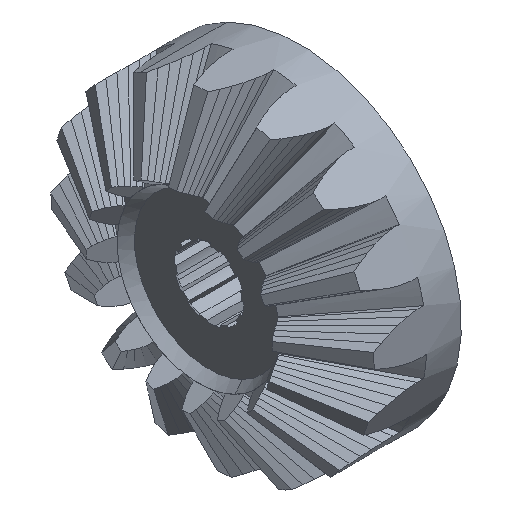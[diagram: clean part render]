
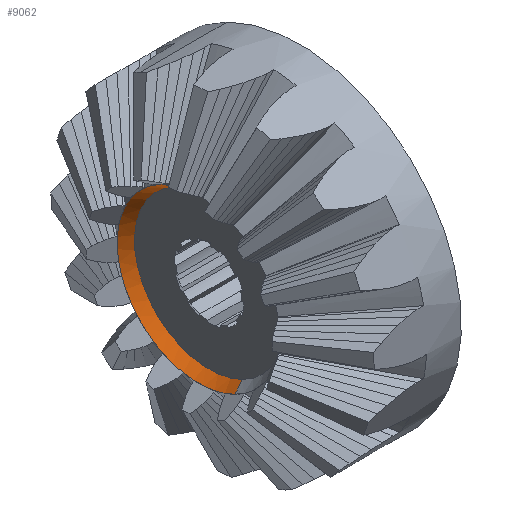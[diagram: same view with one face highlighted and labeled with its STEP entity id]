
A CAD part, isometric view. The second image highlights one B-rep face of the part: STEP entity #9062.
In plain terms, the highlighted conical face has half-angle 32.005 degrees and reference radius 25.515 mm.
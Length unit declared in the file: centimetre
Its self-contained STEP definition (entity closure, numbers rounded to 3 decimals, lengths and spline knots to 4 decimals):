
#21 = CARTESIAN_POINT ( 'NONE',  ( -2.1073, 88.0264, 2.3573 ) ) ;
#96 = AXIS2_PLACEMENT_3D ( 'NONE', #1279, #11297, #398 ) ;
#195 = LINE ( 'NONE', #9175, #2396 ) ;
#395 = CARTESIAN_POINT ( 'NONE',  ( -2.1073, 86.0736, 2.3573 ) ) ;
#398 = DIRECTION ( 'NONE',  ( 0., -1., 0. ) ) ;
#461 = CARTESIAN_POINT ( 'NONE',  ( -2.4422, 89.3922, 0. ) ) ;
#482 = CIRCLE ( 'NONE', #96, 2.3422 ) ;
#705 = CONICAL_SURFACE ( 'NONE', #884, 2.5515, 0.559 ) ;
#884 = AXIS2_PLACEMENT_3D ( 'NONE', #7173, #8296, #6365 ) ;
#1054 = EDGE_CURVE ( 'NONE', #5131, #10564, #5837, .T. ) ;
#1228 = DIRECTION ( 'NONE',  ( -1., 0., 0. ) ) ;
#1279 = CARTESIAN_POINT ( 'NONE',  ( -2.4422, 87.05, 0. ) ) ;
#1564 = DIRECTION ( 'NONE',  ( 0., -1., 0. ) ) ;
#1594 = EDGE_CURVE ( 'NONE', #3150, #8429, #2647, .T. ) ;
#1595 = DIRECTION ( 'NONE',  ( -1., 0., 0. ) ) ;
#1917 = EDGE_CURVE ( 'NONE', #3832, #6586, #4358, .T. ) ;
#2209 = ORIENTED_EDGE ( 'NONE', *, *, #6745, .F. ) ;
#2213 = DIRECTION ( 'NONE',  ( -1., 0., 0. ) ) ;
#2233 = CARTESIAN_POINT ( 'NONE',  ( -2.1073, 88.8542, 1.8042 ) ) ;
#2288 = AXIS2_PLACEMENT_3D ( 'NONE', #5944, #1595, #11210 ) ;
#2304 = CARTESIAN_POINT ( 'NONE',  ( -2.1073, 84.4985, 0. ) ) ;
#2310 = ORIENTED_EDGE ( 'NONE', *, *, #1054, .F. ) ;
#2396 = VECTOR ( 'NONE', #8299, 100. ) ;
#2529 = CIRCLE ( 'NONE', #6655, 2.5515 ) ;
#2647 = CIRCLE ( 'NONE', #4155, 2.5515 ) ;
#2781 = FACE_OUTER_BOUND ( 'NONE', #8225, .T. ) ;
#2796 = DIRECTION ( 'NONE',  ( -1., 0., 0. ) ) ;
#2941 = DIRECTION ( 'NONE',  ( -1., 0., 0. ) ) ;
#3029 = CARTESIAN_POINT ( 'NONE',  ( -2.1073, 87.05, 0. ) ) ;
#3150 = VERTEX_POINT ( 'NONE', #5731 ) ;
#3155 = DIRECTION ( 'NONE',  ( 0., -1., 0. ) ) ;
#3296 = CARTESIAN_POINT ( 'NONE',  ( -2.1073, 84.6927, 0.9764 ) ) ;
#3591 = DIRECTION ( 'NONE',  ( 0.848, 0.53, 0. ) ) ;
#3832 = VERTEX_POINT ( 'NONE', #8886 ) ;
#3854 = CARTESIAN_POINT ( 'NONE',  ( -2.1073, 87.05, 0. ) ) ;
#3913 = DIRECTION ( 'NONE',  ( 0., -1., 0. ) ) ;
#3916 = VERTEX_POINT ( 'NONE', #6249 ) ;
#4010 = CARTESIAN_POINT ( 'NONE',  ( -2.1073, 87.05, 0. ) ) ;
#4083 = CIRCLE ( 'NONE', #10815, 2.5515 ) ;
#4155 = AXIS2_PLACEMENT_3D ( 'NONE', #8549, #2213, #3155 ) ;
#4358 = CIRCLE ( 'NONE', #2288, 2.5515 ) ;
#4490 = ORIENTED_EDGE ( 'NONE', *, *, #1594, .F. ) ;
#4661 = LINE ( 'NONE', #7118, #7995 ) ;
#4883 = CARTESIAN_POINT ( 'NONE',  ( -2.1073, 87.05, 0. ) ) ;
#5131 = VERTEX_POINT ( 'NONE', #2304 ) ;
#5273 = AXIS2_PLACEMENT_3D ( 'NONE', #10911, #1228, #7384 ) ;
#5328 = DIRECTION ( 'NONE',  ( -1., 0., 0. ) ) ;
#5727 = ORIENTED_EDGE ( 'NONE', *, *, #1917, .F. ) ;
#5731 = CARTESIAN_POINT ( 'NONE',  ( -2.1073, 89.4073, 0.9764 ) ) ;
#5837 = CIRCLE ( 'NONE', #5273, 2.5515 ) ;
#5944 = CARTESIAN_POINT ( 'NONE',  ( -2.1073, 87.05, 0. ) ) ;
#6021 = ORIENTED_EDGE ( 'NONE', *, *, #6817, .F. ) ;
#6094 = ORIENTED_EDGE ( 'NONE', *, *, #11401, .T. ) ;
#6249 = CARTESIAN_POINT ( 'NONE',  ( -2.1073, 85.2458, 1.8042 ) ) ;
#6365 = DIRECTION ( 'NONE',  ( 0., 1., 0. ) ) ;
#6445 = EDGE_CURVE ( 'NONE', #10564, #3916, #2529, .T. ) ;
#6586 = VERTEX_POINT ( 'NONE', #21 ) ;
#6655 = AXIS2_PLACEMENT_3D ( 'NONE', #3854, #8660, #1564 ) ;
#6734 = VERTEX_POINT ( 'NONE', #2233 ) ;
#6745 = EDGE_CURVE ( 'NONE', #6586, #6734, #11141, .T. ) ;
#6817 = EDGE_CURVE ( 'NONE', #10756, #3832, #7758, .T. ) ;
#6940 = CARTESIAN_POINT ( 'NONE',  ( -2.4422, 84.7078, 0. ) ) ;
#7080 = DIRECTION ( 'NONE',  ( 0., -1., 0. ) ) ;
#7112 = ORIENTED_EDGE ( 'NONE', *, *, #10298, .F. ) ;
#7118 = CARTESIAN_POINT ( 'NONE',  ( -2.1073, 89.6015, 0. ) ) ;
#7173 = CARTESIAN_POINT ( 'NONE',  ( -2.1073, 87.05, 0. ) ) ;
#7251 = VERTEX_POINT ( 'NONE', #461 ) ;
#7252 = EDGE_CURVE ( 'NONE', #10485, #7251, #482, .T. ) ;
#7384 = DIRECTION ( 'NONE',  ( 0., -1., 0. ) ) ;
#7567 = DIRECTION ( 'NONE',  ( -1., 0., 0. ) ) ;
#7582 = AXIS2_PLACEMENT_3D ( 'NONE', #4010, #7567, #11145 ) ;
#7610 = CARTESIAN_POINT ( 'NONE',  ( -2.1073, 89.6015, 0. ) ) ;
#7758 = CIRCLE ( 'NONE', #7582, 2.5515 ) ;
#7995 = VECTOR ( 'NONE', #3591, 100. ) ;
#8225 = EDGE_LOOP ( 'NONE', ( #7112, #8642, #6094, #4490, #11533, #2209, #5727, #6021, #9645, #9063, #2310 ) ) ;
#8296 = DIRECTION ( 'NONE',  ( 1., 0., 0. ) ) ;
#8299 = DIRECTION ( 'NONE',  ( 0.848, -0.53, 0. ) ) ;
#8429 = VERTEX_POINT ( 'NONE', #7610 ) ;
#8549 = CARTESIAN_POINT ( 'NONE',  ( -2.1073, 87.05, 0. ) ) ;
#8642 = ORIENTED_EDGE ( 'NONE', *, *, #7252, .T. ) ;
#8660 = DIRECTION ( 'NONE',  ( -1., 0., 0. ) ) ;
#8886 = CARTESIAN_POINT ( 'NONE',  ( -2.1073, 87.05, 2.5515 ) ) ;
#9062 = ADVANCED_FACE ( 'NONE', ( #2781 ), #705, .F. ) ;
#9063 = ORIENTED_EDGE ( 'NONE', *, *, #6445, .F. ) ;
#9122 = CIRCLE ( 'NONE', #10051, 2.5515 ) ;
#9175 = CARTESIAN_POINT ( 'NONE',  ( -2.1073, 84.4985, 0. ) ) ;
#9385 = DIRECTION ( 'NONE',  ( 0., -1., 0. ) ) ;
#9645 = ORIENTED_EDGE ( 'NONE', *, *, #9834, .F. ) ;
#9833 = AXIS2_PLACEMENT_3D ( 'NONE', #4883, #2941, #9385 ) ;
#9834 = EDGE_CURVE ( 'NONE', #3916, #10756, #4083, .T. ) ;
#10051 = AXIS2_PLACEMENT_3D ( 'NONE', #10532, #5328, #7080 ) ;
#10298 = EDGE_CURVE ( 'NONE', #10485, #5131, #195, .T. ) ;
#10485 = VERTEX_POINT ( 'NONE', #6940 ) ;
#10532 = CARTESIAN_POINT ( 'NONE',  ( -2.1073, 87.05, 0. ) ) ;
#10564 = VERTEX_POINT ( 'NONE', #3296 ) ;
#10756 = VERTEX_POINT ( 'NONE', #395 ) ;
#10815 = AXIS2_PLACEMENT_3D ( 'NONE', #3029, #2796, #3913 ) ;
#10911 = CARTESIAN_POINT ( 'NONE',  ( -2.1073, 87.05, 0. ) ) ;
#10940 = EDGE_CURVE ( 'NONE', #6734, #3150, #9122, .T. ) ;
#11141 = CIRCLE ( 'NONE', #9833, 2.5515 ) ;
#11145 = DIRECTION ( 'NONE',  ( 0., -1., 0. ) ) ;
#11210 = DIRECTION ( 'NONE',  ( 0., -1., 0. ) ) ;
#11297 = DIRECTION ( 'NONE',  ( -1., 0., 0. ) ) ;
#11401 = EDGE_CURVE ( 'NONE', #7251, #8429, #4661, .T. ) ;
#11533 = ORIENTED_EDGE ( 'NONE', *, *, #10940, .F. ) ;
